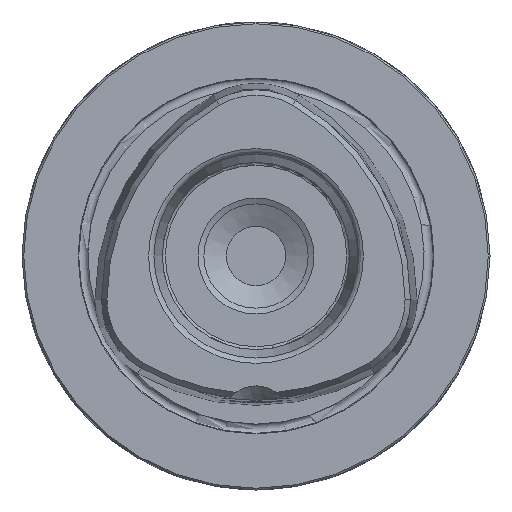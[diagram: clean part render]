
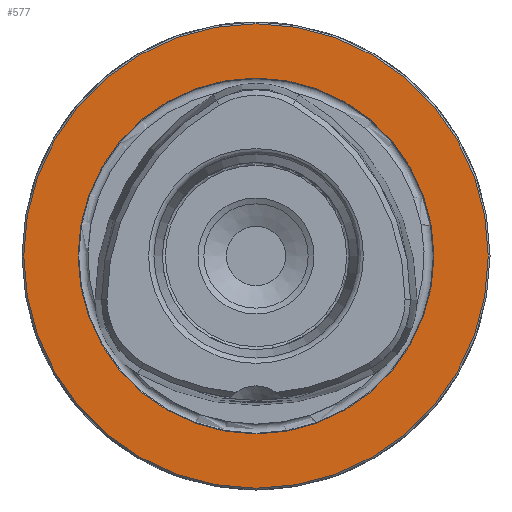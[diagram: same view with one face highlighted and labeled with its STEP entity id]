
A CAD part, left-side view. The second image highlights one B-rep face of the part: STEP entity #577.
In plain terms, the highlighted planar face has unit normal (-1, 0, 0).
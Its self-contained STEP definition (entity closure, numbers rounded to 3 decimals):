
#577 = ADVANCED_FACE( '', ( #1222, #1223 ), #1224, .T. );
#1222 = FACE_OUTER_BOUND( '', #1957, .T. );
#1223 = FACE_BOUND( '', #1958, .T. );
#1224 = PLANE( '', #1959 );
#1957 = EDGE_LOOP( '', ( #3175 ) );
#1958 = EDGE_LOOP( '', ( #3176 ) );
#1959 = AXIS2_PLACEMENT_3D( '', #3177, #3178, #3179 );
#3175 = ORIENTED_EDGE( '', *, *, #4313, .T. );
#3176 = ORIENTED_EDGE( '', *, *, #4314, .F. );
#3177 = CARTESIAN_POINT( '', ( 0., 0., 30.25 ) );
#3178 = DIRECTION( '', ( -1., 0., 0. ) );
#3179 = DIRECTION( '', ( 0., 0., 1. ) );
#4313 = EDGE_CURVE( '', #5162, #5162, #5163, .T. );
#4314 = EDGE_CURVE( '', #5164, #5164, #5165, .T. );
#5162 = VERTEX_POINT( '', #6867 );
#5163 = CIRCLE( '', #6868, 39.7 );
#5164 = VERTEX_POINT( '', #6869 );
#5165 = CIRCLE( '', #6870, 30.414 );
#6867 = CARTESIAN_POINT( '', ( 0., 0., 39.7 ) );
#6868 = AXIS2_PLACEMENT_3D( '', #7690, #7691, #7692 );
#6869 = CARTESIAN_POINT( '', ( 0., 0., 30.414 ) );
#6870 = AXIS2_PLACEMENT_3D( '', #7693, #7694, #7695 );
#7690 = CARTESIAN_POINT( '', ( 0., 0., 0. ) );
#7691 = DIRECTION( '', ( -1., 0., 0. ) );
#7692 = DIRECTION( '', ( 0., 0., 1. ) );
#7693 = CARTESIAN_POINT( '', ( 0., 0., 0. ) );
#7694 = DIRECTION( '', ( -1., 0., 0. ) );
#7695 = DIRECTION( '', ( 0., 0., 1. ) );
